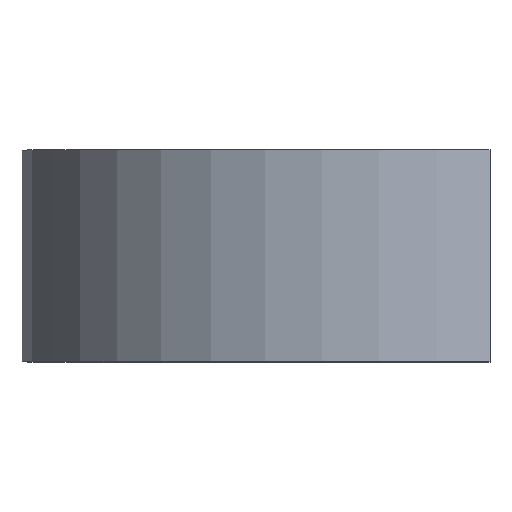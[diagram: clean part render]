
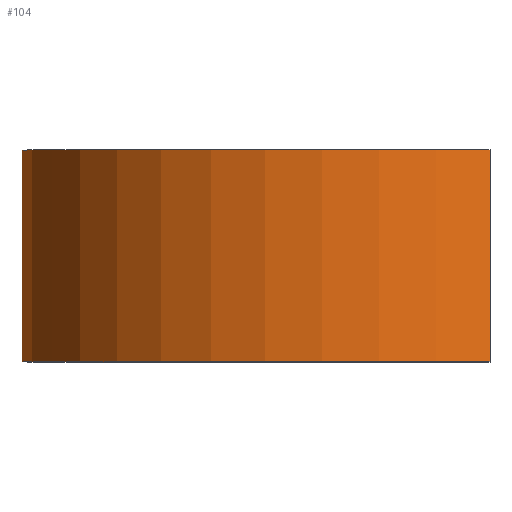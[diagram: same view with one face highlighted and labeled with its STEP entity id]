
A CAD part, top view. The second image highlights one B-rep face of the part: STEP entity #104.
In plain terms, the highlighted cylindrical face has radius 5.061 mm (diameter 10.123 mm), a partial arc.
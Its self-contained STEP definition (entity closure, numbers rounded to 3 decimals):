
#21=CIRCLE('',#128,5.061);
#22=CIRCLE('',#129,5.061);
#24=CYLINDRICAL_SURFACE('',#127,5.061);
#28=FACE_OUTER_BOUND('',#34,.T.);
#34=EDGE_LOOP('',(#85,#86,#87,#88));
#38=LINE('',#174,#46);
#44=LINE('',#189,#52);
#46=VECTOR('',#140,10.);
#52=VECTOR('',#154,10.);
#54=VERTEX_POINT('',#171);
#55=VERTEX_POINT('',#173);
#59=VERTEX_POINT('',#185);
#60=VERTEX_POINT('',#187);
#62=EDGE_CURVE('',#54,#55,#38,.T.);
#70=EDGE_CURVE('',#59,#60,#44,.T.);
#71=EDGE_CURVE('',#54,#59,#21,.T.);
#72=EDGE_CURVE('',#55,#60,#22,.T.);
#85=ORIENTED_EDGE('',*,*,#71,.T.);
#86=ORIENTED_EDGE('',*,*,#70,.T.);
#87=ORIENTED_EDGE('',*,*,#72,.F.);
#88=ORIENTED_EDGE('',*,*,#62,.F.);
#104=ADVANCED_FACE('',(#28),#24,.T.);
#127=AXIS2_PLACEMENT_3D('',#190,#155,#156);
#128=AXIS2_PLACEMENT_3D('',#191,#157,#158);
#129=AXIS2_PLACEMENT_3D('',#192,#159,#160);
#140=DIRECTION('',(0.,-1.,0.));
#154=DIRECTION('',(0.,-1.,0.));
#155=DIRECTION('center_axis',(0.,-1.,0.));
#156=DIRECTION('ref_axis',(-1.,0.,0.));
#157=DIRECTION('center_axis',(0.,-1.,0.));
#158=DIRECTION('ref_axis',(1.,0.,0.));
#159=DIRECTION('center_axis',(0.,-1.,0.));
#160=DIRECTION('ref_axis',(1.,0.,0.));
#171=CARTESIAN_POINT('',(5.667,-0.7,-9.882));
#173=CARTESIAN_POINT('',(5.667,-3.95,-9.882));
#174=CARTESIAN_POINT('',(5.667,-0.7,-9.882));
#185=CARTESIAN_POINT('',(5.667,-0.7,-19.057));
#187=CARTESIAN_POINT('',(5.667,-3.95,-19.057));
#189=CARTESIAN_POINT('',(5.667,-0.7,-19.057));
#190=CARTESIAN_POINT('Origin',(3.528,-0.7,-14.47));
#191=CARTESIAN_POINT('Origin',(3.528,-0.7,-14.47));
#192=CARTESIAN_POINT('Origin',(3.528,-3.95,-14.47));
